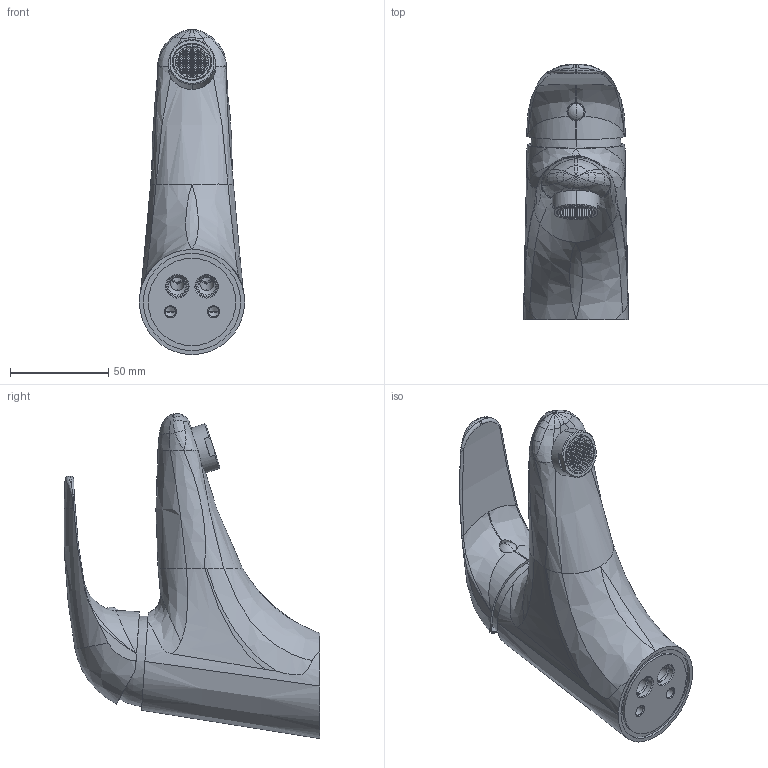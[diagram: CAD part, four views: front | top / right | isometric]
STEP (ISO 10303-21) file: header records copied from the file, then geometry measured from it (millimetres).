
FILE_DESCRIPTION((''),'2;1');
FILE_NAME('DU071CR','2021-11-09T13:43:22',('ut3'),('PAFFONI SpA'),'CREO PARAMETRIC BY PTC INC, 2020044','CREO PARAMETRIC BY PTC INC, 2020044','');
FILE_SCHEMA(('CONFIG_CONTROL_DESIGN','SHAPE_APPEARANCE_LAYERS_GROUPS'));
Products named in the file (1): DU071CR
Bounding box: 53.5 x 130.07 x 165.46 mm (x, y, z)
Volume: 321827.7 mm3; surface area: 82892.5 mm2
Topology: 2 solids, 2 shells, 2596 faces, 7577 edges, 4925 vertices
Faces by surface type: plane 1945, cylinder 348, torus 115, bspline 90, cone 70, sphere 24, extrusion 4
Entity records: 105466 total; most frequent: CARTESIAN_POINT 26738, ORIENTED_EDGE 15102, DIRECTION 13896, EDGE_CURVE 7551, VERTEX_POINT 4925, VECTOR 4876, LINE 4872, AXIS2_PLACEMENT_3D 4510
